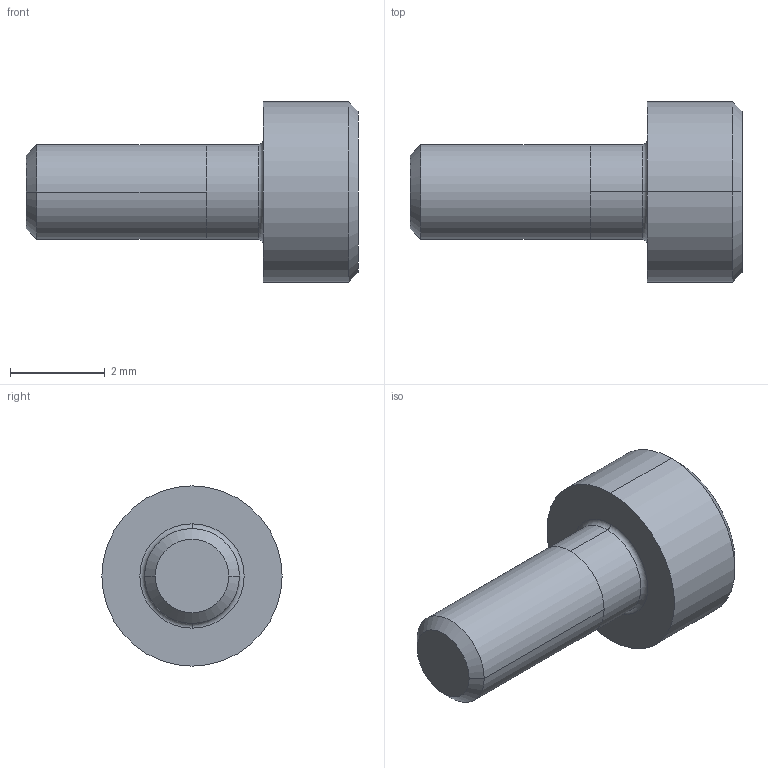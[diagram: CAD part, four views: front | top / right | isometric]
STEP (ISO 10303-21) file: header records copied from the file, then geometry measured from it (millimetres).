
FILE_DESCRIPTION((''),'2;1');
FILE_NAME('SC_D912_M02X05_AF17','2021-11-17T17:40:11',('rein_je'),(''),'CREO PARAMETRIC BY PTC INC, 2019471','CREO PARAMETRIC BY PTC INC, 2019471','');
FILE_SCHEMA(('AUTOMOTIVE_DESIGN { 1 0 10303 214 1 1 1 1 }'));
Length unit declared in the file: millimetre
Products named in the file (1): SC_D912_M02X05_AF17
Bounding box: 7 x 3.8 x 3.8 mm (x, y, z)
Volume: 31.3 mm3; surface area: 102.4 mm2
Topology: 1 solids, 2 shells, 26 faces, 65 edges, 50 vertices
Faces by surface type: plane 12, cylinder 8, cone 4, torus 2
Entity records: 1124 total; most frequent: DIRECTION 149, CARTESIAN_POINT 131, ORIENTED_EDGE 106, PRESENTATION_STYLE_ASSIGNMENT 72, STYLED_ITEM 67, CURVE_STYLE 65, AXIS2_PLACEMENT_3D 54, EDGE_CURVE 54
